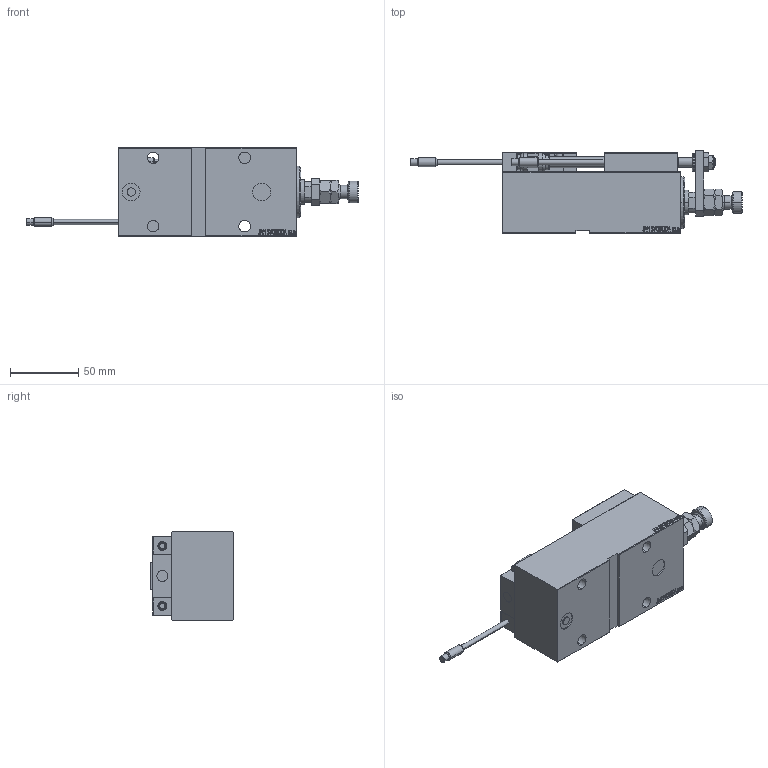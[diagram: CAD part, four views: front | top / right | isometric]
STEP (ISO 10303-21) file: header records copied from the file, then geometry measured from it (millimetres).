
FILE_DESCRIPTION (( 'STEP AP203' ), '1' );
FILE_NAME ('10e0.STEP', '2024-02-11T21:27:18', ( '' ), ( '' ), 'SwSTEP 2.0', 'SolidWorks 2019', '' );
FILE_SCHEMA (( 'CONFIG_CONTROL_DESIGN' ));
Length unit declared in the file: millimetre
Products named in the file (17): V450CM_E_Body a727823d6d8560f7d71e158369a304e2; KONCOVKA_Y a727823d6d8560f7d71e158369a304e2; V450CM_E_VCP a727823d6d8560f7d71e158369a304e2; SWITCH DIM B,W a727823d6d8560f7d71e158369a304e2; 10e0; ALLEN BOLT D5 a727823d6d8560f7d71e158369a304e2; NUT_D12 a727823d6d8560f7d71e158369a304e2; X_Y_MFA a727823d6d8560f7d71e158369a304e2; MAGNET a727823d6d8560f7d71e158369a304e2; TYC_L79 a727823d6d8560f7d71e158369a304e2; SWITCH X a727823d6d8560f7d71e158369a304e2; V450CM_VC_B a727823d6d8560f7d71e158369a304e2; SWITCH_X_FRONT_BACK a727823d6d8560f7d71e158369a304e2; NUT_D10 a727823d6d8560f7d71e158369a304e2; ZARAZKA a727823d6d8560f7d71e158369a304e2; ALLEN BOLT D8 a727823d6d8560f7d71e158369a304e2; Block a727823d6d8560f7d71e158369a304e2
Assembly tree (26 placements, depth 3):
  10e0
    V450CM_E_Body a727823d6d8560f7d71e158369a304e2
    V450CM_E_VCP a727823d6d8560f7d71e158369a304e2
    V450CM_VC_B a727823d6d8560f7d71e158369a304e2
    SWITCH X a727823d6d8560f7d71e158369a304e2
      SWITCH_X_FRONT_BACK a727823d6d8560f7d71e158369a304e2  x2
      TYC_L79 a727823d6d8560f7d71e158369a304e2
      Block a727823d6d8560f7d71e158369a304e2  x2
      ALLEN BOLT D5 a727823d6d8560f7d71e158369a304e2  x4
      ALLEN BOLT D8 a727823d6d8560f7d71e158369a304e2  x4
      MAGNET a727823d6d8560f7d71e158369a304e2  x2
      KONCOVKA_Y a727823d6d8560f7d71e158369a304e2  x2
    SWITCH DIM B,W a727823d6d8560f7d71e158369a304e2
    ZARAZKA a727823d6d8560f7d71e158369a304e2
    NUT_D10 a727823d6d8560f7d71e158369a304e2
    NUT_D12 a727823d6d8560f7d71e158369a304e2
    X_Y_MFA a727823d6d8560f7d71e158369a304e2
Bounding box: 243 x 60.5 x 65 mm (x, y, z)
Volume: 406428.8 mm3; surface area: 91860.2 mm2
Topology: 25 solids, 25 shells, 1360 faces, 3232 edges, 2052 vertices
Faces by surface type: plane 587, bspline 380, cylinder 188, cone 149, torus 52, sphere 4
Entity records: 51768 total; most frequent: CARTESIAN_POINT 25958, ORIENTED_EDGE 5440, DIRECTION 3721, EDGE_CURVE 2720, VERTEX_POINT 1764, VECTOR 1531, LINE 1531, EDGE_LOOP 1258
